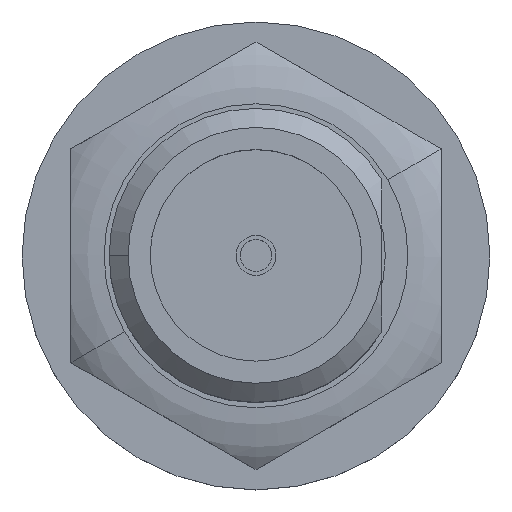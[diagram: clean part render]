
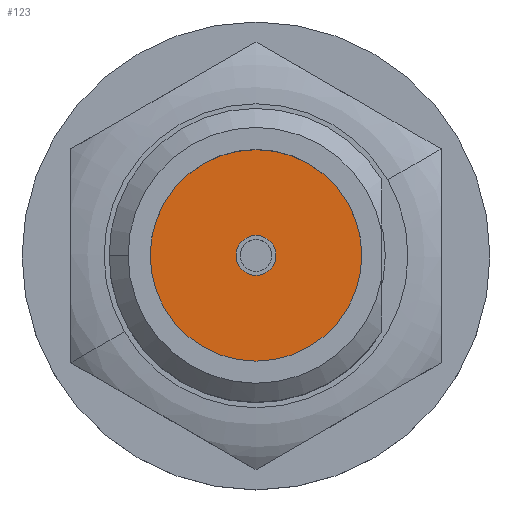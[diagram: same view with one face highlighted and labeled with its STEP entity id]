
A CAD part, top view. The second image highlights one B-rep face of the part: STEP entity #123.
In plain terms, the highlighted planar face has unit normal (0, 0, 1).
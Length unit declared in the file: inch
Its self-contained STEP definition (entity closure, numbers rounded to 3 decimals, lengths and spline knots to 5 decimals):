
#76 = EDGE_CURVE ( 'NONE', #1281, #4969, #5972, .T. ) ;
#81 = CARTESIAN_POINT ( 'NONE',  ( -0.09, 0., -0.078 ) ) ;
#123 = ADVANCED_FACE ( 'NONE', ( #5343, #4754 ), #1316, .T. ) ;
#140 = ORIENTED_EDGE ( 'NONE', *, *, #2710, .F. ) ;
#177 = EDGE_LOOP ( 'NONE', ( #3031, #4275 ) ) ;
#583 = DIRECTION ( 'NONE',  ( 1., 0., 0. ) ) ;
#594 = VERTEX_POINT ( 'NONE', #81 ) ;
#801 = CARTESIAN_POINT ( 'NONE',  ( 0., 0., -0.078 ) ) ;
#825 = CARTESIAN_POINT ( 'NONE',  ( 0., 0., -0.078 ) ) ;
#1033 = EDGE_CURVE ( 'NONE', #594, #2161, #2721, .T. ) ;
#1043 = CARTESIAN_POINT ( 'NONE',  ( 0.017, 0., -0.078 ) ) ;
#1127 = CARTESIAN_POINT ( 'NONE',  ( -0.017, 0., -0.078 ) ) ;
#1142 = CARTESIAN_POINT ( 'NONE',  ( 0.09, 0., -0.078 ) ) ;
#1248 = DIRECTION ( 'NONE',  ( 1., 0., 0. ) ) ;
#1281 = VERTEX_POINT ( 'NONE', #1127 ) ;
#1316 = PLANE ( 'NONE',  #4637 ) ;
#1345 = AXIS2_PLACEMENT_3D ( 'NONE', #801, #2127, #2282 ) ;
#1661 = DIRECTION ( 'NONE',  ( 0., 0., 1. ) ) ;
#1696 = CARTESIAN_POINT ( 'NONE',  ( 0., 0., -0.078 ) ) ;
#2127 = DIRECTION ( 'NONE',  ( 0., 0., 1. ) ) ;
#2161 = VERTEX_POINT ( 'NONE', #1142 ) ;
#2162 = DIRECTION ( 'NONE',  ( 0., 0., 1. ) ) ;
#2282 = DIRECTION ( 'NONE',  ( 1., 0., 0. ) ) ;
#2710 = EDGE_CURVE ( 'NONE', #4969, #1281, #6360, .T. ) ;
#2721 = CIRCLE ( 'NONE', #1345, 0.09 ) ;
#3031 = ORIENTED_EDGE ( 'NONE', *, *, #4887, .T. ) ;
#3143 = AXIS2_PLACEMENT_3D ( 'NONE', #1696, #2162, #583 ) ;
#3524 = DIRECTION ( 'NONE',  ( 0., 0., 1. ) ) ;
#3556 = DIRECTION ( 'NONE',  ( 1., 0., 0. ) ) ;
#3616 = ORIENTED_EDGE ( 'NONE', *, *, #76, .F. ) ;
#4108 = DIRECTION ( 'NONE',  ( 1., 0., 0. ) ) ;
#4275 = ORIENTED_EDGE ( 'NONE', *, *, #1033, .T. ) ;
#4465 = AXIS2_PLACEMENT_3D ( 'NONE', #6447, #3524, #3556 ) ;
#4474 = AXIS2_PLACEMENT_3D ( 'NONE', #5576, #1661, #4108 ) ;
#4637 = AXIS2_PLACEMENT_3D ( 'NONE', #825, #4722, #1248 ) ;
#4722 = DIRECTION ( 'NONE',  ( 0., 0., 1. ) ) ;
#4754 = FACE_BOUND ( 'NONE', #5651, .T. ) ;
#4887 = EDGE_CURVE ( 'NONE', #2161, #594, #5717, .T. ) ;
#4969 = VERTEX_POINT ( 'NONE', #1043 ) ;
#5343 = FACE_OUTER_BOUND ( 'NONE', #177, .T. ) ;
#5576 = CARTESIAN_POINT ( 'NONE',  ( 0., 0., -0.078 ) ) ;
#5651 = EDGE_LOOP ( 'NONE', ( #3616, #140 ) ) ;
#5717 = CIRCLE ( 'NONE', #4465, 0.09 ) ;
#5972 = CIRCLE ( 'NONE', #3143, 0.017 ) ;
#6360 = CIRCLE ( 'NONE', #4474, 0.017 ) ;
#6447 = CARTESIAN_POINT ( 'NONE',  ( 0., 0., -0.078 ) ) ;
